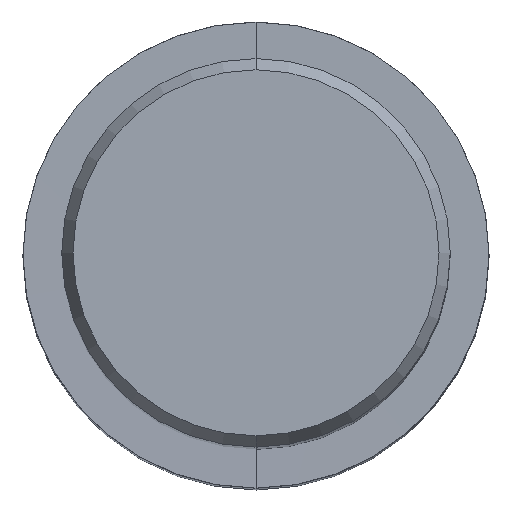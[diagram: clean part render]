
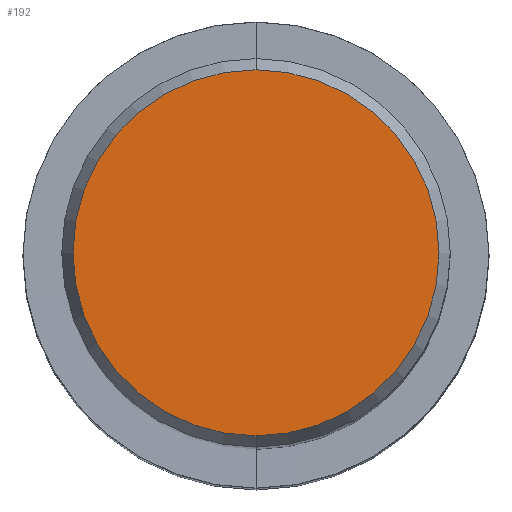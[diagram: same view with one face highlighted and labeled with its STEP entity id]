
A CAD part, top view. The second image highlights one B-rep face of the part: STEP entity #192.
In plain terms, the highlighted planar face has unit normal (0, 0, 1).
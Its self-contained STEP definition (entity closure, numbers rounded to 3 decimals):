
#160=EDGE_CURVE('',#194,#244,#345,.T.);
#192=ADVANCED_FACE('',(#380),#381,.T.);
#194=VERTEX_POINT('',#383);
#214=EDGE_CURVE('',#244,#194,#405,.T.);
#244=VERTEX_POINT('',#439);
#345=CIRCLE('',#553,7.479);
#380=FACE_OUTER_BOUND('',#599,.T.);
#381=PLANE('',#600);
#383=CARTESIAN_POINT('',(0.,-7.479,0.01));
#405=CIRCLE('',#630,7.479);
#439=CARTESIAN_POINT('',(0.0,7.479,0.01));
#553=AXIS2_PLACEMENT_3D('',#782,#783,#784);
#599=EDGE_LOOP('',(#828,#829));
#600=AXIS2_PLACEMENT_3D('',#830,#831,#832);
#630=AXIS2_PLACEMENT_3D('',#858,#859,#860);
#782=CARTESIAN_POINT('',(0.0,0.0,0.01));
#783=DIRECTION('',(0.0,0.0,-1.0));
#784=DIRECTION('',(0.0,1.0,0.0));
#828=ORIENTED_EDGE('',*,*,#214,.F.);
#829=ORIENTED_EDGE('',*,*,#160,.F.);
#830=CARTESIAN_POINT('',(0.0,3.74,0.01));
#831=DIRECTION('',(-0.0,0.0,1.0));
#832=DIRECTION('',(0.0,-1.0,0.0));
#858=CARTESIAN_POINT('',(0.0,0.0,0.01));
#859=DIRECTION('',(0.0,0.0,-1.0));
#860=DIRECTION('',(0.0,1.0,0.0));
